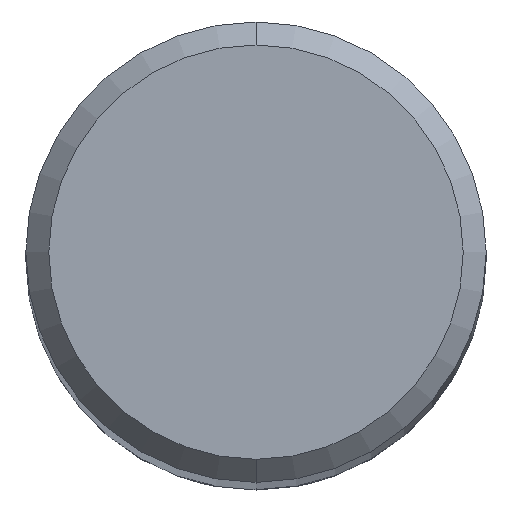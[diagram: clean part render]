
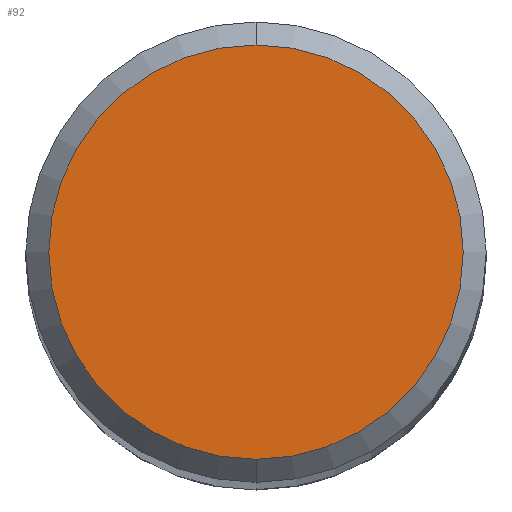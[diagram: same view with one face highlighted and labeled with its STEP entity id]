
A CAD part, top view. The second image highlights one B-rep face of the part: STEP entity #92.
In plain terms, the highlighted planar face has unit normal (0, 0, 1).
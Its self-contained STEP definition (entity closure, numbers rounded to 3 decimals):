
#62=VERTEX_POINT('',#154);
#80=VERTEX_POINT('',#174);
#92=ADVANCED_FACE('',(#187),#188,.T.);
#130=EDGE_CURVE('',#62,#80,#233,.T.);
#136=EDGE_CURVE('',#80,#62,#239,.T.);
#154=CARTESIAN_POINT('',(0.,-4.5,0.0));
#174=CARTESIAN_POINT('',(0.0,4.5,0.0));
#187=FACE_OUTER_BOUND('',#286,.T.);
#188=PLANE('',#287);
#233=CIRCLE('',#343,4.5);
#239=CIRCLE('',#354,4.5);
#286=EDGE_LOOP('',(#394,#395));
#287=AXIS2_PLACEMENT_3D('',#396,#397,#398);
#343=AXIS2_PLACEMENT_3D('',#462,#463,#464);
#354=AXIS2_PLACEMENT_3D('',#467,#468,#469);
#394=ORIENTED_EDGE('',*,*,#136,.F.);
#395=ORIENTED_EDGE('',*,*,#130,.F.);
#396=CARTESIAN_POINT('',(0.0,2.25,0.0));
#397=DIRECTION('',(-0.0,0.0,1.0));
#398=DIRECTION('',(0.0,-1.0,0.0));
#462=CARTESIAN_POINT('',(0.0,0.0,0.0));
#463=DIRECTION('',(0.0,0.0,-1.0));
#464=DIRECTION('',(0.0,1.0,0.0));
#467=CARTESIAN_POINT('',(0.0,0.0,0.0));
#468=DIRECTION('',(0.0,0.0,-1.0));
#469=DIRECTION('',(0.0,1.0,0.0));
